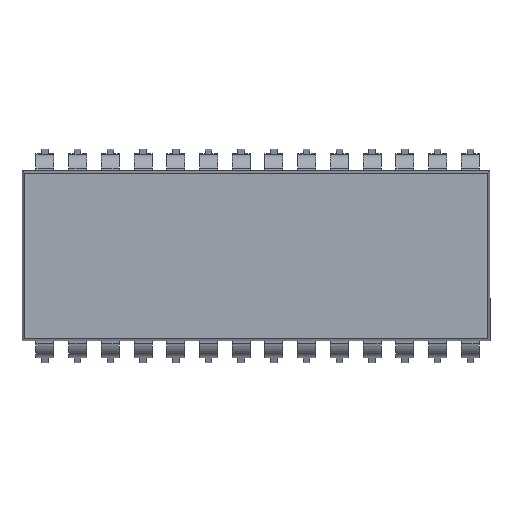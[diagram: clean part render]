
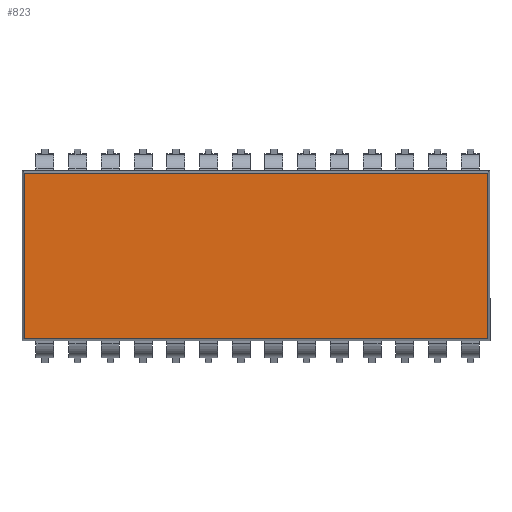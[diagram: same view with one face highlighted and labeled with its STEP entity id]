
A CAD part, top view. The second image highlights one B-rep face of the part: STEP entity #823.
In plain terms, the highlighted planar face has unit normal (0, 0, 1).
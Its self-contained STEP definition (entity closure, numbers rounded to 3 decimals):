
#173=FACE_OUTER_BOUND('',#215,.T.);
#215=EDGE_LOOP('',(#619,#620,#621,#622));
#252=LINE('',#1276,#336);
#258=LINE('',#1288,#342);
#265=LINE('',#1302,#349);
#270=LINE('',#1309,#354);
#336=VECTOR('',#1007,10.);
#342=VECTOR('',#1015,10.);
#349=VECTOR('',#1028,10.);
#354=VECTOR('',#1037,10.);
#419=VERTEX_POINT('',#1272);
#421=VERTEX_POINT('',#1275);
#424=VERTEX_POINT('',#1282);
#426=VERTEX_POINT('',#1286);
#484=EDGE_CURVE('',#421,#419,#252,.T.);
#490=EDGE_CURVE('',#424,#426,#258,.T.);
#497=EDGE_CURVE('',#426,#421,#265,.T.);
#502=EDGE_CURVE('',#419,#424,#270,.T.);
#619=ORIENTED_EDGE('',*,*,#484,.T.);
#620=ORIENTED_EDGE('',*,*,#502,.T.);
#621=ORIENTED_EDGE('',*,*,#490,.T.);
#622=ORIENTED_EDGE('',*,*,#497,.T.);
#789=PLANE('',#915);
#823=ADVANCED_FACE('',(#173),#789,.T.);
#915=AXIS2_PLACEMENT_3D('',#1314,#1044,#1045);
#1007=DIRECTION('',(-1.,0.,0.));
#1015=DIRECTION('',(1.,0.,0.));
#1028=DIRECTION('',(0.,1.,0.));
#1037=DIRECTION('',(0.,-1.,0.));
#1044=DIRECTION('center_axis',(0.,0.,1.));
#1045=DIRECTION('ref_axis',(1.,0.,0.));
#1272=CARTESIAN_POINT('',(-17.97,6.413,3.937));
#1275=CARTESIAN_POINT('',(17.97,6.413,3.937));
#1276=CARTESIAN_POINT('',(9.081,6.413,3.937));
#1282=CARTESIAN_POINT('',(-17.97,-6.413,3.937));
#1286=CARTESIAN_POINT('',(17.97,-6.413,3.937));
#1288=CARTESIAN_POINT('',(9.081,-6.413,3.937));
#1302=CARTESIAN_POINT('',(17.97,-3.302,3.937));
#1309=CARTESIAN_POINT('',(-17.97,-3.302,3.937));
#1314=CARTESIAN_POINT('Origin',(0.,0.,3.937));
